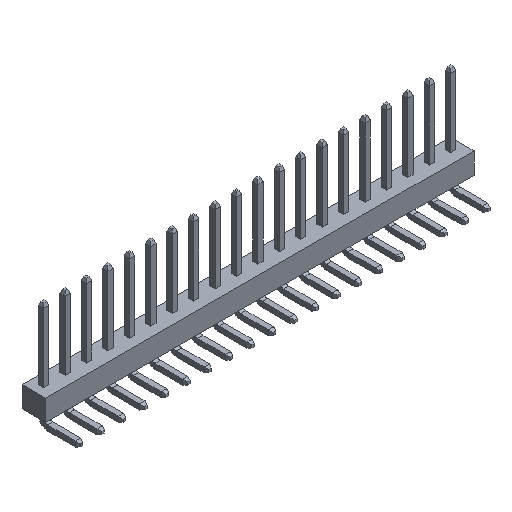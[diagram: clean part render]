
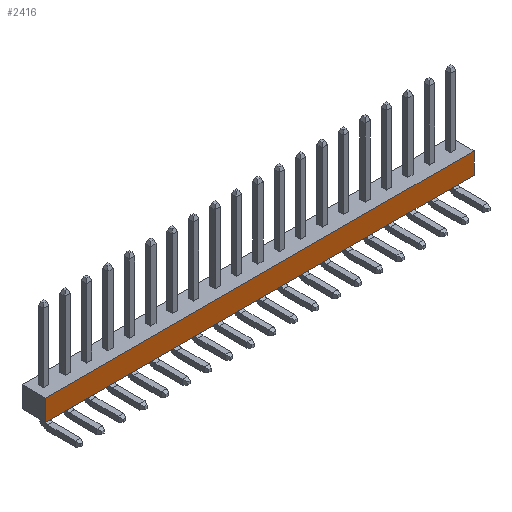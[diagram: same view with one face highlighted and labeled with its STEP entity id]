
A CAD part, isometric view. The second image highlights one B-rep face of the part: STEP entity #2416.
In plain terms, the highlighted planar face has unit normal (0, -1, 0).
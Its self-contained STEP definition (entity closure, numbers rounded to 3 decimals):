
#75 = DIRECTION ( 'NONE',  ( 0., 0., 1. ) ) ;
#233 = LINE ( 'NONE', #1245, #2884 ) ;
#264 = ORIENTED_EDGE ( 'NONE', *, *, #3274, .F. ) ;
#362 = VERTEX_POINT ( 'NONE', #3145 ) ;
#439 = LINE ( 'NONE', #3064, #526 ) ;
#456 = ORIENTED_EDGE ( 'NONE', *, *, #865, .F. ) ;
#526 = VECTOR ( 'NONE', #3360, 1000. ) ;
#563 = VECTOR ( 'NONE', #1014, 1000. ) ;
#865 = EDGE_CURVE ( 'NONE', #1624, #3488, #439, .T. ) ;
#975 = LINE ( 'NONE', #2725, #563 ) ;
#1014 = DIRECTION ( 'NONE',  ( 0., 0., 1. ) ) ;
#1058 = FACE_OUTER_BOUND ( 'NONE', #3264, .T. ) ;
#1229 = CARTESIAN_POINT ( 'NONE',  ( 0., 0., 0. ) ) ;
#1245 = CARTESIAN_POINT ( 'NONE',  ( 25.4, 0., 1.67 ) ) ;
#1365 = EDGE_CURVE ( 'NONE', #3481, #362, #1480, .T. ) ;
#1480 = LINE ( 'NONE', #2675, #3062 ) ;
#1624 = VERTEX_POINT ( 'NONE', #1763 ) ;
#1763 = CARTESIAN_POINT ( 'NONE',  ( 25.4, 0., -0.83 ) ) ;
#1798 = DIRECTION ( 'NONE',  ( 0., 1., 0. ) ) ;
#1859 = CARTESIAN_POINT ( 'NONE',  ( -25.4, 0., -0.83 ) ) ;
#1868 = EDGE_CURVE ( 'NONE', #3488, #3481, #975, .T. ) ;
#2019 = AXIS2_PLACEMENT_3D ( 'NONE', #1229, #1798, #75 ) ;
#2416 = ADVANCED_FACE ( 'NONE', ( #1058 ), #3498, .F. ) ;
#2420 = DIRECTION ( 'NONE',  ( 1., 0., 0. ) ) ;
#2602 = ORIENTED_EDGE ( 'NONE', *, *, #1868, .F. ) ;
#2675 = CARTESIAN_POINT ( 'NONE',  ( 25.4, 0., 1.67 ) ) ;
#2681 = CARTESIAN_POINT ( 'NONE',  ( -25.4, 0., 1.67 ) ) ;
#2725 = CARTESIAN_POINT ( 'NONE',  ( -25.4, 0., 1.67 ) ) ;
#2780 = ORIENTED_EDGE ( 'NONE', *, *, #1365, .F. ) ;
#2884 = VECTOR ( 'NONE', #3443, 1000. ) ;
#3062 = VECTOR ( 'NONE', #2420, 1000. ) ;
#3064 = CARTESIAN_POINT ( 'NONE',  ( 25.4, 0., -0.83 ) ) ;
#3145 = CARTESIAN_POINT ( 'NONE',  ( 25.4, 0., 1.67 ) ) ;
#3264 = EDGE_LOOP ( 'NONE', ( #2602, #456, #264, #2780 ) ) ;
#3274 = EDGE_CURVE ( 'NONE', #362, #1624, #233, .T. ) ;
#3360 = DIRECTION ( 'NONE',  ( -1., 0., 0. ) ) ;
#3443 = DIRECTION ( 'NONE',  ( 0., 0., -1. ) ) ;
#3481 = VERTEX_POINT ( 'NONE', #2681 ) ;
#3488 = VERTEX_POINT ( 'NONE', #1859 ) ;
#3498 = PLANE ( 'NONE',  #2019 ) ;
